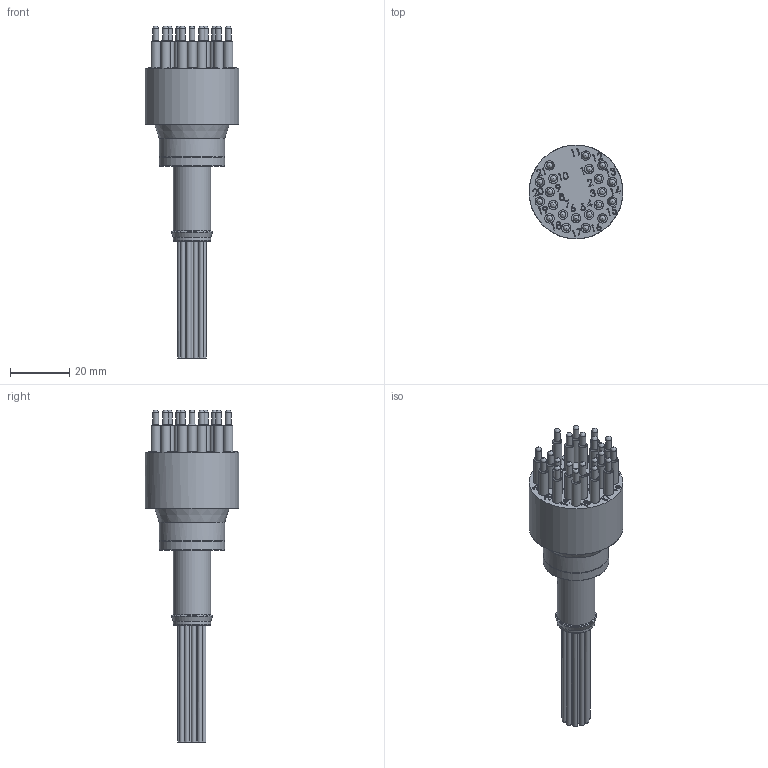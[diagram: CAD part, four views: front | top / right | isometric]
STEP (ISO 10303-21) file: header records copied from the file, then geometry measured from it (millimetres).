
FILE_DESCRIPTION(/* description */ (''),/* implementation_level */ '2;1');
FILE_NAME(/* name */ 'MCPBOF21M.stp',/* time_stamp */ '2021-01-13T09:59:24+01:00',/* author */ ('sh'),/* organization */ (''),/* preprocessor_version */ 'ST-DEVELOPER v17.2',/* originating_system */ 'Autodesk Inventor 2019',/* authorisation */ '');
FILE_SCHEMA (('AUTOMOTIVE_DESIGN { 1 0 10303 214 3 1 1 }'));
Length unit declared in the file: millimetre
Products named in the file (1): MCPBOF21M
Bounding box: 31.74 x 31.74 x 112.41 mm (x, y, z)
Volume: 27135.2 mm3; surface area: 13549.8 mm2
Topology: 1 solids, 2 shells, 903 faces, 2505 edges, 1698 vertices
Faces by surface type: cone 301, plane 300, bspline 177, cylinder 119, torus 6
Full cylindrical faces by diameter (mm): 1.575 x15, 1.986 x21, 2.007 x21, 3.175 x21, 9.906 x1, 12.7 x2, 22.098 x1, 22.149 x1, 31.75 x1
Entity records: 42428 total; most frequent: CARTESIAN_POINT 19747, ORIENTED_EDGE 5010, DIRECTION 3842, EDGE_CURVE 2505, VERTEX_POINT 1698, AXIS2_PLACEMENT_3D 1510, EDGE_LOOP 1003, FACE_OUTER_BOUND 903
